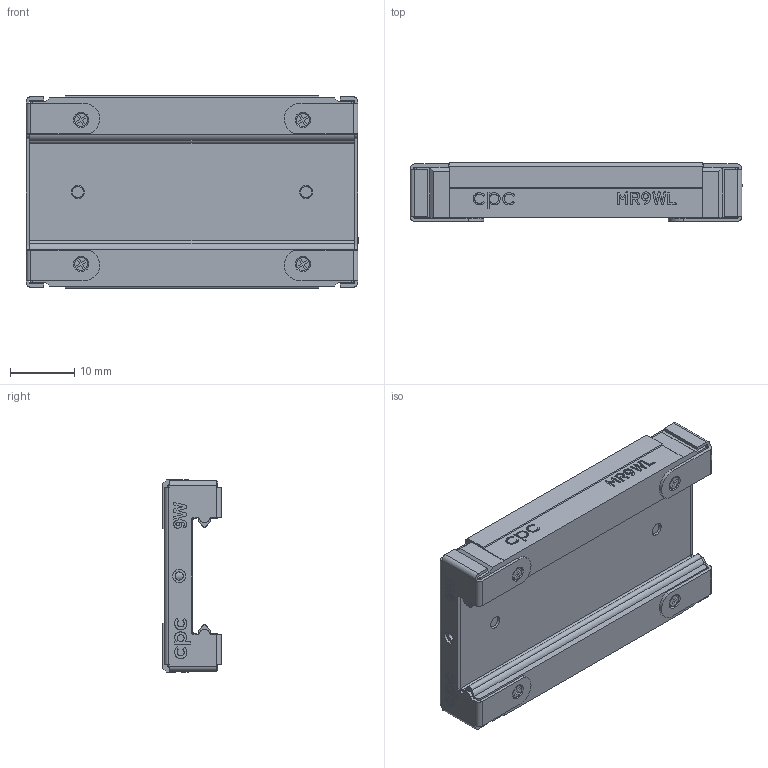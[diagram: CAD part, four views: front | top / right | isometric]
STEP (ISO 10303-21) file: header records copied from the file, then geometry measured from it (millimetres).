
FILE_DESCRIPTION (( 'STEP AP203' ), '1' );
FILE_NAME ('9WL-EE_EZ.STEP', '2009-08-03T03:20:57', ( 'cpc' ), ( '' ), 'SwSTEP 2.0', 'SolidWorks 2007', '' );
FILE_SCHEMA (( 'CONFIG_CONTROL_DESIGN' ));
Length unit declared in the file: millimetre
Products named in the file (5): 9WL-EE_EZ; 9WL-SS-ZZ-block(x1)_預設; MR9W加強片-x2   _預設; M2x0.4-screw-2_10x_內六角_預設; M1x0.25-screw-2_預設
Assembly tree (9 placements, depth 2):
  9WL-EE_EZ
    M1x0.25-screw-2_預設  x4
    9WL-SS-ZZ-block(x1)_預設
    MR9W加強片-x2   _預設  x2
    M2x0.4-screw-2_10x_內六角_預設  x2
Bounding box: 51.8 x 9.2 x 30 mm (x, y, z)
Volume: 9390 mm3; surface area: 7334.3 mm2
Topology: 9 solids, 9 shells, 1041 faces, 2791 edges, 1838 vertices
Faces by surface type: plane 475, bspline 384, cylinder 126, cone 56
Entity records: 37766 total; most frequent: CARTESIAN_POINT 20236, ORIENTED_EDGE 4014, DIRECTION 2525, EDGE_CURVE 2007, VERTEX_POINT 1326, VECTOR 1199, LINE 1199, EDGE_LOOP 825
